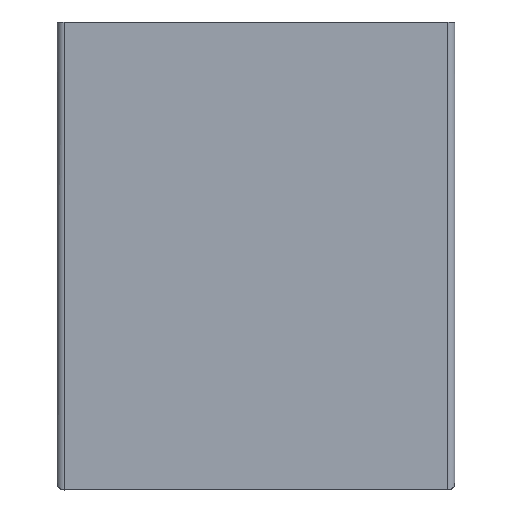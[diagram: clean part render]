
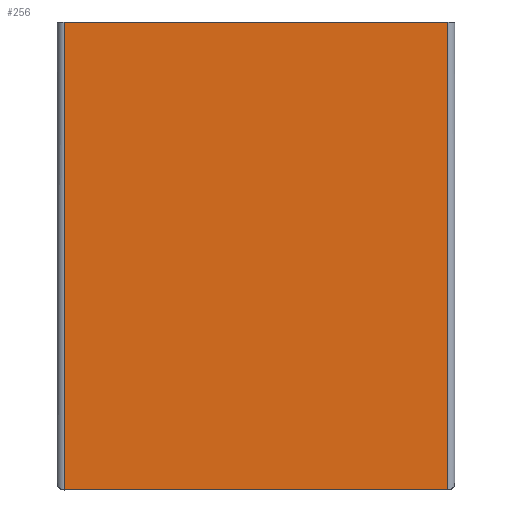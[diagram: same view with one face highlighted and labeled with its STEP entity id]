
A CAD part, front view. The second image highlights one B-rep face of the part: STEP entity #256.
In plain terms, the highlighted planar face has unit normal (0, -1, 0).
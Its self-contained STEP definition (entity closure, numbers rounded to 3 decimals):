
#129 = CARTESIAN_POINT ( 'NONE',  ( 82., -70., 0. ) ) ;
#208 = VECTOR ( 'NONE', #396, 1000. ) ;
#210 = LINE ( 'NONE', #788, #208 ) ;
#218 = VECTOR ( 'NONE', #261, 1000. ) ;
#222 = LINE ( 'NONE', #860, #218 ) ;
#256 = ADVANCED_FACE ( 'NONE', ( #766 ), #901, .F. ) ;
#261 = DIRECTION ( 'NONE',  ( 0., 0., -1. ) ) ;
#283 = DIRECTION ( 'NONE',  ( 1., 0., 0. ) ) ;
#375 = VECTOR ( 'NONE', #1287, 1000. ) ;
#386 = LINE ( 'NONE', #705, #375 ) ;
#396 = DIRECTION ( 'NONE',  ( 1., 0., 0. ) ) ;
#460 = CARTESIAN_POINT ( 'NONE',  ( -82., -70., 0. ) ) ;
#479 = VECTOR ( 'NONE', #283, 1000. ) ;
#494 = LINE ( 'NONE', #1315, #479 ) ;
#705 = CARTESIAN_POINT ( 'NONE',  ( -82., -70., 200. ) ) ;
#753 = DIRECTION ( 'NONE',  ( 0., 0., 1. ) ) ;
#766 = FACE_OUTER_BOUND ( 'NONE', #1895, .T. ) ;
#768 = DIRECTION ( 'NONE',  ( 0., 1., 0. ) ) ;
#788 = CARTESIAN_POINT ( 'NONE',  ( -82., -70., 200. ) ) ;
#800 = CARTESIAN_POINT ( 'NONE',  ( 82., -70., 200. ) ) ;
#860 = CARTESIAN_POINT ( 'NONE',  ( 82., -70., 200. ) ) ;
#872 = CARTESIAN_POINT ( 'NONE',  ( -82., -70., 200. ) ) ;
#901 = PLANE ( 'NONE',  #1045 ) ;
#928 = VERTEX_POINT ( 'NONE', #460 ) ;
#981 = EDGE_CURVE ( 'NONE', #928, #1071, #494, .T. ) ;
#987 = VERTEX_POINT ( 'NONE', #1097 ) ;
#1045 = AXIS2_PLACEMENT_3D ( 'NONE', #872, #768, #753 ) ;
#1071 = VERTEX_POINT ( 'NONE', #129 ) ;
#1097 = CARTESIAN_POINT ( 'NONE',  ( -82., -70., 200. ) ) ;
#1165 = VERTEX_POINT ( 'NONE', #800 ) ;
#1261 = EDGE_CURVE ( 'NONE', #987, #928, #386, .T. ) ;
#1265 = ORIENTED_EDGE ( 'NONE', *, *, #1261, .T. ) ;
#1287 = DIRECTION ( 'NONE',  ( 0., 0., -1. ) ) ;
#1315 = CARTESIAN_POINT ( 'NONE',  ( -82., -70., 0. ) ) ;
#1549 = ORIENTED_EDGE ( 'NONE', *, *, #1697, .F. ) ;
#1637 = EDGE_CURVE ( 'NONE', #1165, #1071, #222, .T. ) ;
#1697 = EDGE_CURVE ( 'NONE', #987, #1165, #210, .T. ) ;
#1755 = ORIENTED_EDGE ( 'NONE', *, *, #1637, .F. ) ;
#1797 = ORIENTED_EDGE ( 'NONE', *, *, #981, .T. ) ;
#1895 = EDGE_LOOP ( 'NONE', ( #1797, #1755, #1549, #1265 ) ) ;
